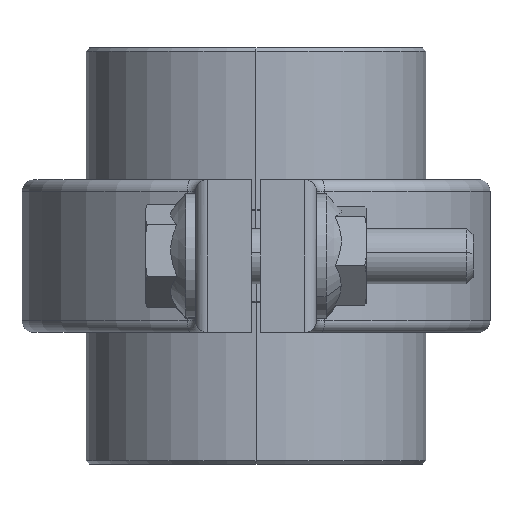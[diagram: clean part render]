
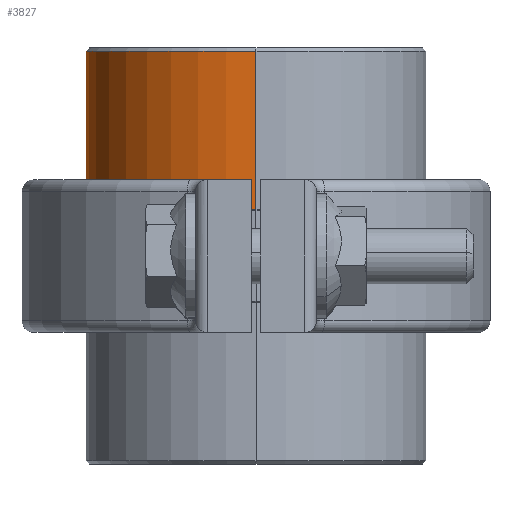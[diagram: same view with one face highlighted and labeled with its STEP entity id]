
A CAD part, left-side view. The second image highlights one B-rep face of the part: STEP entity #3827.
In plain terms, the highlighted cylindrical face has radius 24.5 mm (diameter 49 mm), a partial arc.
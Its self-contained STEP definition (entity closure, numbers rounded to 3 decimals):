
#190 = VERTEX_POINT ( 'NONE', #859 ) ;
#214 = VERTEX_POINT ( 'NONE', #874 ) ;
#216 = EDGE_CURVE ( 'NONE', #190, #214, #869, .T. ) ;
#219 = VERTEX_POINT ( 'NONE', #863 ) ;
#223 = VERTEX_POINT ( 'NONE', #912 ) ;
#232 = EDGE_CURVE ( 'NONE', #223, #219, #904, .T. ) ;
#234 = ORIENTED_EDGE ( 'NONE', *, *, #232, .T. ) ;
#859 = CARTESIAN_POINT ( 'NONE',  ( -24.5, 0., 29.5 ) ) ;
#863 = CARTESIAN_POINT ( 'NONE',  ( -24.5, 0., 6.671 ) ) ;
#865 = DIRECTION ( 'NONE',  ( -1., 0., 0. ) ) ;
#866 = DIRECTION ( 'NONE',  ( 0., 0., -1. ) ) ;
#867 = CARTESIAN_POINT ( 'NONE',  ( 0., 0., 29.5 ) ) ;
#868 = AXIS2_PLACEMENT_3D ( 'NONE', #867, #866, #865 ) ;
#869 = CIRCLE ( 'NONE', #868, 24.5 ) ;
#874 = CARTESIAN_POINT ( 'NONE',  ( 24.5, 0., 29.5 ) ) ;
#890 = CARTESIAN_POINT ( 'NONE',  ( 0., 0., 30. ) ) ;
#891 = AXIS2_PLACEMENT_3D ( 'NONE', #890, #1337, #1336 ) ;
#900 = DIRECTION ( 'NONE',  ( 1., 0., 0. ) ) ;
#901 = DIRECTION ( 'NONE',  ( 0., 0., 1. ) ) ;
#902 = CARTESIAN_POINT ( 'NONE',  ( 0., 0., 6.671 ) ) ;
#903 = AXIS2_PLACEMENT_3D ( 'NONE', #902, #901, #900 ) ;
#904 = CIRCLE ( 'NONE', #903, 24.5 ) ;
#912 = CARTESIAN_POINT ( 'NONE',  ( 24.5, 0., 6.671 ) ) ;
#1336 = DIRECTION ( 'NONE',  ( 1., 0., 0. ) ) ;
#1337 = DIRECTION ( 'NONE',  ( 0., 0., 1. ) ) ;
#2019 = DIRECTION ( 'NONE',  ( 0., 0., 1. ) ) ;
#2020 = VECTOR ( 'NONE', #2019, 1000. ) ;
#2021 = CARTESIAN_POINT ( 'NONE',  ( 24.5, 0., 30. ) ) ;
#2022 = LINE ( 'NONE', #2021, #2020 ) ;
#2029 = DIRECTION ( 'NONE',  ( 0., 0., 1. ) ) ;
#2030 = VECTOR ( 'NONE', #2029, 1000. ) ;
#2031 = CARTESIAN_POINT ( 'NONE',  ( -24.5, 0., 30. ) ) ;
#2032 = LINE ( 'NONE', #2031, #2030 ) ;
#2079 = CYLINDRICAL_SURFACE ( 'NONE', #891, 24.5 ) ;
#2083 = FACE_OUTER_BOUND ( 'NONE', #3826, .T. ) ;
#3792 = ORIENTED_EDGE ( 'NONE', *, *, #3799, .F. ) ;
#3793 = ORIENTED_EDGE ( 'NONE', *, *, #3797, .T. ) ;
#3796 = ORIENTED_EDGE ( 'NONE', *, *, #216, .T. ) ;
#3797 = EDGE_CURVE ( 'NONE', #219, #190, #2032, .T. ) ;
#3799 = EDGE_CURVE ( 'NONE', #223, #214, #2022, .T. ) ;
#3826 = EDGE_LOOP ( 'NONE', ( #234, #3793, #3796, #3792 ) ) ;
#3827 = ADVANCED_FACE ( 'NONE', ( #2083 ), #2079, .T. ) ;
